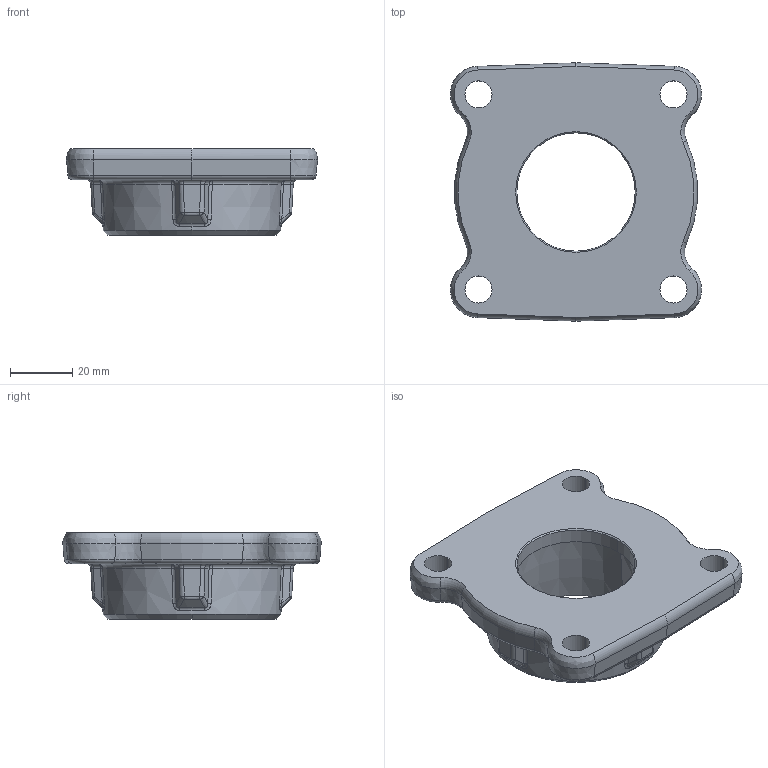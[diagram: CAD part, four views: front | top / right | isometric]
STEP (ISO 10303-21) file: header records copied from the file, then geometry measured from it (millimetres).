
FILE_DESCRIPTION((''),'2;1');
FILE_NAME('B15284','2011-12-14T',('sobri'),(''),'PRO/ENGINEER BY PARAMETRIC TECHNOLOGY CORPORATION, 2011180','PRO/ENGINEER BY PARAMETRIC TECHNOLOGY CORPORATION, 2011180','');
FILE_SCHEMA(('CONFIG_CONTROL_DESIGN'));
Length unit declared in the file: inch
Products named in the file (1): B15284
Bounding box: 80.98 x 83.24 x 27.78 mm (x, y, z)
Volume: 69870.9 mm3; surface area: 19598.4 mm2
Topology: 1 solids, 1 shells, 162 faces, 364 edges, 206 vertices
Faces by surface type: bspline 40, cylinder 38, torus 26, cone 22, plane 20, sphere 16
Entity records: 6051 total; most frequent: CARTESIAN_POINT 2567, DIRECTION 732, ORIENTED_EDGE 728, EDGE_CURVE 364, AXIS2_PLACEMENT_3D 322, VERTEX_POINT 206, CIRCLE 200, EDGE_LOOP 174
